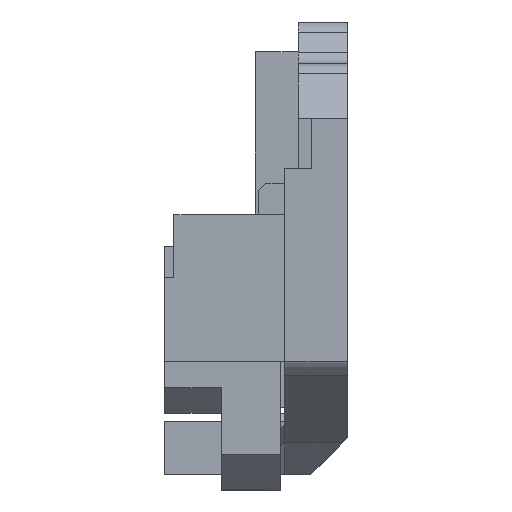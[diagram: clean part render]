
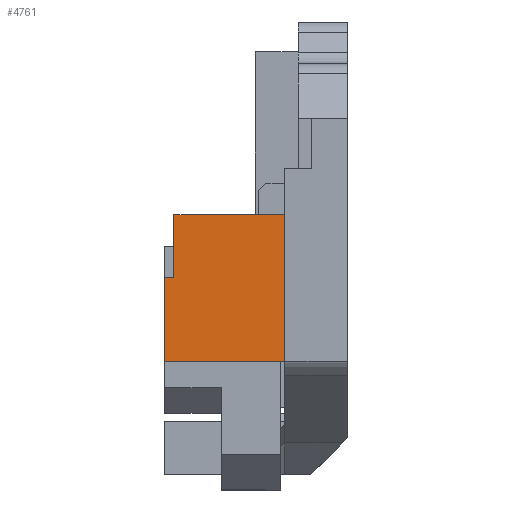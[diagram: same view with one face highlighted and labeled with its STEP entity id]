
A CAD part, front view. The second image highlights one B-rep face of the part: STEP entity #4761.
In plain terms, the highlighted planar face has unit normal (0, -1, 0).
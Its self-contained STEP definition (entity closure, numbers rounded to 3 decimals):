
#249=FACE_OUTER_BOUND('',#554,.T.);
#554=EDGE_LOOP('',(#3803,#3804,#3805,#3806,#3807,#3808));
#865=LINE('',#6800,#1438);
#1101=LINE('',#7366,#1674);
#1167=LINE('',#7531,#1740);
#1174=LINE('',#7543,#1747);
#1175=LINE('',#7545,#1748);
#1176=LINE('',#7546,#1749);
#1438=VECTOR('',#5458,10.);
#1674=VECTOR('',#5970,10.);
#1740=VECTOR('',#6098,10.);
#1747=VECTOR('',#6107,10.);
#1748=VECTOR('',#6110,10.);
#1749=VECTOR('',#6111,10.);
#2030=VERTEX_POINT('',#6798);
#2031=VERTEX_POINT('',#6799);
#2222=VERTEX_POINT('',#7363);
#2223=VERTEX_POINT('',#7365);
#2289=VERTEX_POINT('',#7527);
#2291=VERTEX_POINT('',#7530);
#2486=EDGE_CURVE('',#2030,#2031,#865,.T.);
#2761=EDGE_CURVE('',#2223,#2222,#1101,.T.);
#2843=EDGE_CURVE('',#2289,#2291,#1167,.T.);
#2850=EDGE_CURVE('',#2223,#2289,#1174,.T.);
#2851=EDGE_CURVE('',#2222,#2030,#1175,.T.);
#2852=EDGE_CURVE('',#2031,#2291,#1176,.T.);
#3803=ORIENTED_EDGE('',*,*,#2850,.F.);
#3804=ORIENTED_EDGE('',*,*,#2761,.T.);
#3805=ORIENTED_EDGE('',*,*,#2851,.T.);
#3806=ORIENTED_EDGE('',*,*,#2486,.T.);
#3807=ORIENTED_EDGE('',*,*,#2852,.T.);
#3808=ORIENTED_EDGE('',*,*,#2843,.F.);
#4513=PLANE('',#5130);
#4761=ADVANCED_FACE('',(#249),#4513,.F.);
#5130=AXIS2_PLACEMENT_3D('',#7544,#6108,#6109);
#5458=DIRECTION('',(0.,0.,1.));
#5970=DIRECTION('',(0.,0.,-1.));
#6098=DIRECTION('',(0.,0.,1.));
#6107=DIRECTION('',(1.,0.,0.));
#6108=DIRECTION('center_axis',(0.,1.,0.));
#6109=DIRECTION('ref_axis',(0.,0.,1.));
#6110=DIRECTION('',(1.,0.,0.));
#6111=DIRECTION('',(-1.,0.,0.));
#6798=CARTESIAN_POINT('',(11.664,-68.802,9.37));
#6799=CARTESIAN_POINT('',(11.664,-68.802,23.361));
#6800=CARTESIAN_POINT('',(11.664,-68.802,9.37));
#7363=CARTESIAN_POINT('',(0.164,-68.802,9.37));
#7365=CARTESIAN_POINT('',(0.164,-68.802,17.361));
#7366=CARTESIAN_POINT('',(0.164,-68.802,17.405));
#7527=CARTESIAN_POINT('',(1.064,-68.802,17.361));
#7530=CARTESIAN_POINT('',(1.064,-68.802,23.361));
#7531=CARTESIAN_POINT('',(1.064,-68.802,15.614));
#7543=CARTESIAN_POINT('',(-2.336,-68.802,17.361));
#7544=CARTESIAN_POINT('Origin',(-4.836,-68.802,17.361));
#7545=CARTESIAN_POINT('',(6.414,-68.802,9.37));
#7546=CARTESIAN_POINT('',(6.914,-68.802,23.361));
